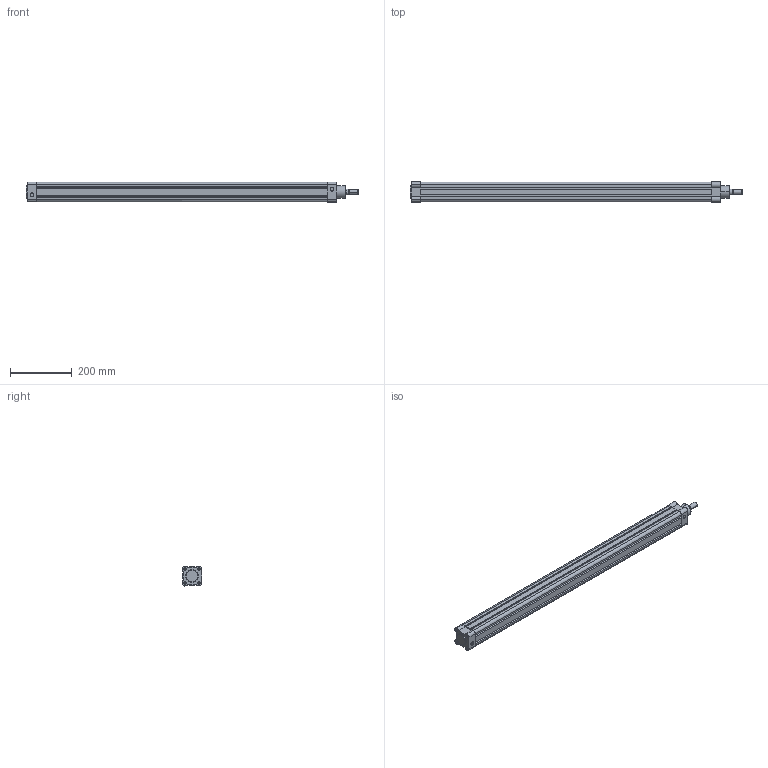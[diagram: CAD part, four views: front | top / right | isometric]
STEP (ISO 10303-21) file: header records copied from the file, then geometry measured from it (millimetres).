
FILE_DESCRIPTION (( 'STEP AP214' ), '1' );
FILE_NAME ('ISO-M 50-900 CYLINDER.STEP', '2010-08-02T14:00:58', ( '' ), ( '' ), 'SwSTEP 2.0', 'SolidWorks 2010', '' );
FILE_SCHEMA (( 'AUTOMOTIVE_DESIGN' ));
Length unit declared in the file: millimetre
Products named in the file (5): ISO 50 ARKA KAPAK; ISO 50 BORU; ISO 50 烰 KAPAK; ISO 50 M尳; ISO-M  50-900 CYLINDER
Assembly tree (4 placements, depth 2):
  ISO-M  50-900 CYLINDER
    ISO 50 BORU
    ISO 50 ARKA KAPAK
    ISO 50 烰 KAPAK
    ISO 50 M尳
Bounding box: 1079 x 65 x 65 mm (x, y, z)
Volume: 2238827.7 mm3; surface area: 657067.5 mm2
Topology: 4 solids, 4 shells, 198 faces, 486 edges, 312 vertices
Faces by surface type: plane 98, cylinder 64, cone 26, torus 10
Entity records: 6320 total; most frequent: CARTESIAN_POINT 1071, DIRECTION 1050, ORIENTED_EDGE 972, EDGE_CURVE 486, AXIS2_PLACEMENT_3D 375, VERTEX_POINT 312, VECTOR 300, LINE 300
